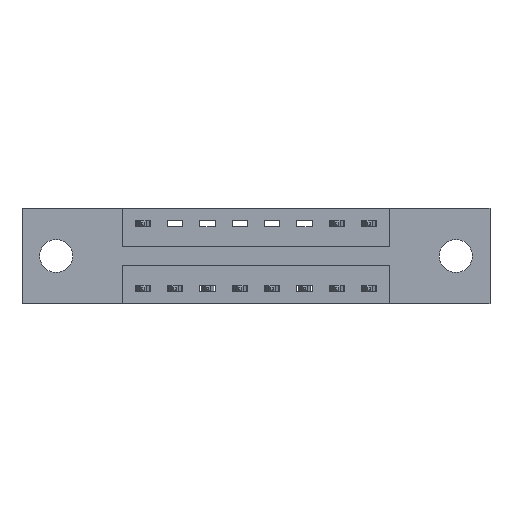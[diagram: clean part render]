
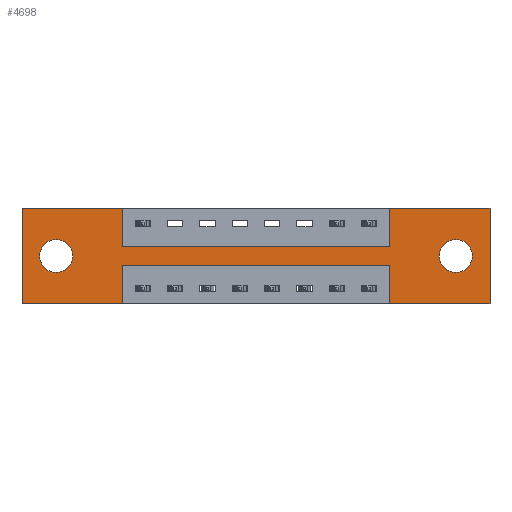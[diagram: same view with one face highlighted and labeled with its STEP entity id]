
A CAD part, front view. The second image highlights one B-rep face of the part: STEP entity #4698.
In plain terms, the highlighted planar face has unit normal (0, -1, 0).
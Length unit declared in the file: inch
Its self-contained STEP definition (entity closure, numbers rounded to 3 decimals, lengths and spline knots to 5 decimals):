
#40 = CARTESIAN_POINT ( 'NONE',  ( 0.3875, 0., -0.37 ) ) ;
#81 = DIRECTION ( 'NONE',  ( 1., 0., 0. ) ) ;
#152 = VERTEX_POINT ( 'NONE', #1698 ) ;
#223 = ORIENTED_EDGE ( 'NONE', *, *, #4395, .F. ) ;
#377 = ORIENTED_EDGE ( 'NONE', *, *, #5200, .F. ) ;
#458 = VECTOR ( 'NONE', #4644, 39.37008 ) ;
#483 = CARTESIAN_POINT ( 'NONE',  ( 1.81, 0., 0. ) ) ;
#499 = VECTOR ( 'NONE', #7652, 39.37008 ) ;
#612 = DIRECTION ( 'NONE',  ( 0., 1., 0. ) ) ;
#634 = ORIENTED_EDGE ( 'NONE', *, *, #8890, .T. ) ;
#740 = EDGE_CURVE ( 'NONE', #6280, #5118, #1315, .T. ) ;
#743 = LINE ( 'NONE', #9089, #499 ) ;
#744 = CARTESIAN_POINT ( 'NONE',  ( 1.6775, 0., -0.185 ) ) ;
#782 = ORIENTED_EDGE ( 'NONE', *, *, #740, .T. ) ;
#785 = ORIENTED_EDGE ( 'NONE', *, *, #5452, .T. ) ;
#817 = ORIENTED_EDGE ( 'NONE', *, *, #838, .F. ) ;
#838 = EDGE_CURVE ( 'NONE', #5428, #4307, #743, .T. ) ;
#901 = VECTOR ( 'NONE', #2946, 39.37008 ) ;
#907 = CARTESIAN_POINT ( 'NONE',  ( 0.3875, 0., -0.15 ) ) ;
#943 = LINE ( 'NONE', #483, #2813 ) ;
#993 = ORIENTED_EDGE ( 'NONE', *, *, #9215, .F. ) ;
#1101 = DIRECTION ( 'NONE',  ( 0., 0., -1. ) ) ;
#1242 = VERTEX_POINT ( 'NONE', #7209 ) ;
#1276 = EDGE_LOOP ( 'NONE', ( #1401, #1610, #8681, #377, #8415, #817, #3315, #7180, #993, #223, #3600, #2461 ) ) ;
#1312 = LINE ( 'NONE', #8110, #8930 ) ;
#1315 = CIRCLE ( 'NONE', #3175, 0.064 ) ;
#1401 = ORIENTED_EDGE ( 'NONE', *, *, #3418, .F. ) ;
#1575 = DIRECTION ( 'NONE',  ( 0., 0., -1. ) ) ;
#1608 = VECTOR ( 'NONE', #81, 39.37008 ) ;
#1610 = ORIENTED_EDGE ( 'NONE', *, *, #4433, .F. ) ;
#1663 = CARTESIAN_POINT ( 'NONE',  ( 1.4225, 0., 0. ) ) ;
#1698 = CARTESIAN_POINT ( 'NONE',  ( 0.3875, 0., 0. ) ) ;
#1708 = DIRECTION ( 'NONE',  ( 0., 0., -1. ) ) ;
#1792 = DIRECTION ( 'NONE',  ( 0., 0., -1. ) ) ;
#2039 = CIRCLE ( 'NONE', #2507, 0.064 ) ;
#2087 = CARTESIAN_POINT ( 'NONE',  ( 0., 0., -0.37 ) ) ;
#2143 = FACE_BOUND ( 'NONE', #6185, .T. ) ;
#2188 = VECTOR ( 'NONE', #9012, 39.37008 ) ;
#2232 = ORIENTED_EDGE ( 'NONE', *, *, #2824, .T. ) ;
#2309 = VERTEX_POINT ( 'NONE', #3582 ) ;
#2461 = ORIENTED_EDGE ( 'NONE', *, *, #3219, .F. ) ;
#2507 = AXIS2_PLACEMENT_3D ( 'NONE', #6975, #2550, #7692 ) ;
#2550 = DIRECTION ( 'NONE',  ( 0., 1., 0. ) ) ;
#2629 = CARTESIAN_POINT ( 'NONE',  ( 0.1325, 0., -0.185 ) ) ;
#2772 = CARTESIAN_POINT ( 'NONE',  ( 1.81, 0., -0.37 ) ) ;
#2775 = CARTESIAN_POINT ( 'NONE',  ( 0.1325, 0., -0.249 ) ) ;
#2813 = VECTOR ( 'NONE', #7992, 39.37008 ) ;
#2821 = VERTEX_POINT ( 'NONE', #4826 ) ;
#2824 = EDGE_CURVE ( 'NONE', #7034, #5533, #2039, .T. ) ;
#2837 = LINE ( 'NONE', #8180, #458 ) ;
#2946 = DIRECTION ( 'NONE',  ( 1., 0., 0. ) ) ;
#2953 = AXIS2_PLACEMENT_3D ( 'NONE', #744, #6058, #1575 ) ;
#2985 = DIRECTION ( 'NONE',  ( -1., 0., 0. ) ) ;
#3175 = AXIS2_PLACEMENT_3D ( 'NONE', #2629, #612, #6376 ) ;
#3184 = CARTESIAN_POINT ( 'NONE',  ( 0.3875, 0., -0.15 ) ) ;
#3219 = EDGE_CURVE ( 'NONE', #2309, #4918, #1312, .T. ) ;
#3265 = CARTESIAN_POINT ( 'NONE',  ( 0.1325, 0., -0.185 ) ) ;
#3315 = ORIENTED_EDGE ( 'NONE', *, *, #7296, .F. ) ;
#3328 = CARTESIAN_POINT ( 'NONE',  ( 0.1325, 0., -0.121 ) ) ;
#3346 = VERTEX_POINT ( 'NONE', #3184 ) ;
#3418 = EDGE_CURVE ( 'NONE', #2821, #2309, #5908, .T. ) ;
#3582 = CARTESIAN_POINT ( 'NONE',  ( 0.3875, 0., -0.37 ) ) ;
#3600 = ORIENTED_EDGE ( 'NONE', *, *, #8334, .F. ) ;
#3607 = AXIS2_PLACEMENT_3D ( 'NONE', #7664, #6231, #1792 ) ;
#3619 = VECTOR ( 'NONE', #4482, 39.37008 ) ;
#4005 = FACE_OUTER_BOUND ( 'NONE', #1276, .T. ) ;
#4025 = CARTESIAN_POINT ( 'NONE',  ( 0., 0., 0. ) ) ;
#4052 = DIRECTION ( 'NONE',  ( 0., 0., 1. ) ) ;
#4119 = VERTEX_POINT ( 'NONE', #4908 ) ;
#4162 = VECTOR ( 'NONE', #1101, 39.37008 ) ;
#4243 = FACE_BOUND ( 'NONE', #5446, .T. ) ;
#4307 = VERTEX_POINT ( 'NONE', #7232 ) ;
#4395 = EDGE_CURVE ( 'NONE', #4119, #152, #8794, .T. ) ;
#4433 = EDGE_CURVE ( 'NONE', #7534, #2821, #8571, .T. ) ;
#4482 = DIRECTION ( 'NONE',  ( 0., 0., 1. ) ) ;
#4578 = VECTOR ( 'NONE', #2985, 39.37008 ) ;
#4644 = DIRECTION ( 'NONE',  ( 0., 0., 1. ) ) ;
#4698 = ADVANCED_FACE ( 'NONE', ( #4243, #2143, #4005 ), #5528, .T. ) ;
#4811 = CIRCLE ( 'NONE', #2953, 0.064 ) ;
#4826 = CARTESIAN_POINT ( 'NONE',  ( 0.3875, 0., -0.22 ) ) ;
#4908 = CARTESIAN_POINT ( 'NONE',  ( 0., 0., 0. ) ) ;
#4918 = VERTEX_POINT ( 'NONE', #5429 ) ;
#5118 = VERTEX_POINT ( 'NONE', #2775 ) ;
#5200 = EDGE_CURVE ( 'NONE', #8620, #1242, #7119, .T. ) ;
#5217 = VECTOR ( 'NONE', #8677, 39.37008 ) ;
#5428 = VERTEX_POINT ( 'NONE', #1663 ) ;
#5429 = CARTESIAN_POINT ( 'NONE',  ( 0., 0., -0.37 ) ) ;
#5446 = EDGE_LOOP ( 'NONE', ( #634, #2232 ) ) ;
#5452 = EDGE_CURVE ( 'NONE', #5118, #6280, #7226, .T. ) ;
#5528 = PLANE ( 'NONE',  #3607 ) ;
#5533 = VERTEX_POINT ( 'NONE', #6981 ) ;
#5597 = LINE ( 'NONE', #907, #1608 ) ;
#5750 = LINE ( 'NONE', #7286, #3619 ) ;
#5804 = LINE ( 'NONE', #6353, #4162 ) ;
#5845 = CARTESIAN_POINT ( 'NONE',  ( 0., 0., 0. ) ) ;
#5846 = EDGE_CURVE ( 'NONE', #1242, #7534, #5750, .T. ) ;
#5908 = LINE ( 'NONE', #40, #9278 ) ;
#5919 = LINE ( 'NONE', #4025, #2188 ) ;
#6058 = DIRECTION ( 'NONE',  ( 0., 1., 0. ) ) ;
#6185 = EDGE_LOOP ( 'NONE', ( #782, #785 ) ) ;
#6231 = DIRECTION ( 'NONE',  ( 0., -1., 0. ) ) ;
#6280 = VERTEX_POINT ( 'NONE', #3328 ) ;
#6353 = CARTESIAN_POINT ( 'NONE',  ( 0.3875, 0., 0. ) ) ;
#6376 = DIRECTION ( 'NONE',  ( 0., 0., 1. ) ) ;
#6975 = CARTESIAN_POINT ( 'NONE',  ( 1.6775, 0., -0.185 ) ) ;
#6981 = CARTESIAN_POINT ( 'NONE',  ( 1.6775, 0., -0.121 ) ) ;
#7034 = VERTEX_POINT ( 'NONE', #8646 ) ;
#7119 = LINE ( 'NONE', #2087, #5217 ) ;
#7180 = ORIENTED_EDGE ( 'NONE', *, *, #7773, .F. ) ;
#7192 = CARTESIAN_POINT ( 'NONE',  ( 1.4225, 0., -0.22 ) ) ;
#7209 = CARTESIAN_POINT ( 'NONE',  ( 1.4225, 0., -0.37 ) ) ;
#7226 = CIRCLE ( 'NONE', #8056, 0.064 ) ;
#7232 = CARTESIAN_POINT ( 'NONE',  ( 1.81, 0., 0. ) ) ;
#7286 = CARTESIAN_POINT ( 'NONE',  ( 1.4225, 0., -0.37 ) ) ;
#7296 = EDGE_CURVE ( 'NONE', #8078, #5428, #2837, .T. ) ;
#7398 = DIRECTION ( 'NONE',  ( -1., 0., 0. ) ) ;
#7534 = VERTEX_POINT ( 'NONE', #7192 ) ;
#7652 = DIRECTION ( 'NONE',  ( 1., 0., 0. ) ) ;
#7664 = CARTESIAN_POINT ( 'NONE',  ( 0., 0., -0.37 ) ) ;
#7692 = DIRECTION ( 'NONE',  ( 0., 0., -1. ) ) ;
#7773 = EDGE_CURVE ( 'NONE', #3346, #8078, #5597, .T. ) ;
#7992 = DIRECTION ( 'NONE',  ( 0., 0., -1. ) ) ;
#8056 = AXIS2_PLACEMENT_3D ( 'NONE', #3265, #8306, #4052 ) ;
#8064 = CARTESIAN_POINT ( 'NONE',  ( 0.3875, 0., -0.22 ) ) ;
#8065 = EDGE_CURVE ( 'NONE', #4307, #8620, #943, .T. ) ;
#8078 = VERTEX_POINT ( 'NONE', #8687 ) ;
#8110 = CARTESIAN_POINT ( 'NONE',  ( 0., 0., -0.37 ) ) ;
#8180 = CARTESIAN_POINT ( 'NONE',  ( 1.4225, 0., 0. ) ) ;
#8306 = DIRECTION ( 'NONE',  ( 0., 1., 0. ) ) ;
#8334 = EDGE_CURVE ( 'NONE', #4918, #4119, #5919, .T. ) ;
#8415 = ORIENTED_EDGE ( 'NONE', *, *, #8065, .F. ) ;
#8571 = LINE ( 'NONE', #8064, #4578 ) ;
#8620 = VERTEX_POINT ( 'NONE', #2772 ) ;
#8646 = CARTESIAN_POINT ( 'NONE',  ( 1.6775, 0., -0.249 ) ) ;
#8677 = DIRECTION ( 'NONE',  ( -1., 0., 0. ) ) ;
#8681 = ORIENTED_EDGE ( 'NONE', *, *, #5846, .F. ) ;
#8687 = CARTESIAN_POINT ( 'NONE',  ( 1.4225, 0., -0.15 ) ) ;
#8794 = LINE ( 'NONE', #5845, #901 ) ;
#8890 = EDGE_CURVE ( 'NONE', #5533, #7034, #4811, .T. ) ;
#8930 = VECTOR ( 'NONE', #7398, 39.37008 ) ;
#9012 = DIRECTION ( 'NONE',  ( 0., 0., 1. ) ) ;
#9089 = CARTESIAN_POINT ( 'NONE',  ( 0., 0., 0. ) ) ;
#9215 = EDGE_CURVE ( 'NONE', #152, #3346, #5804, .T. ) ;
#9278 = VECTOR ( 'NONE', #1708, 39.37008 ) ;
